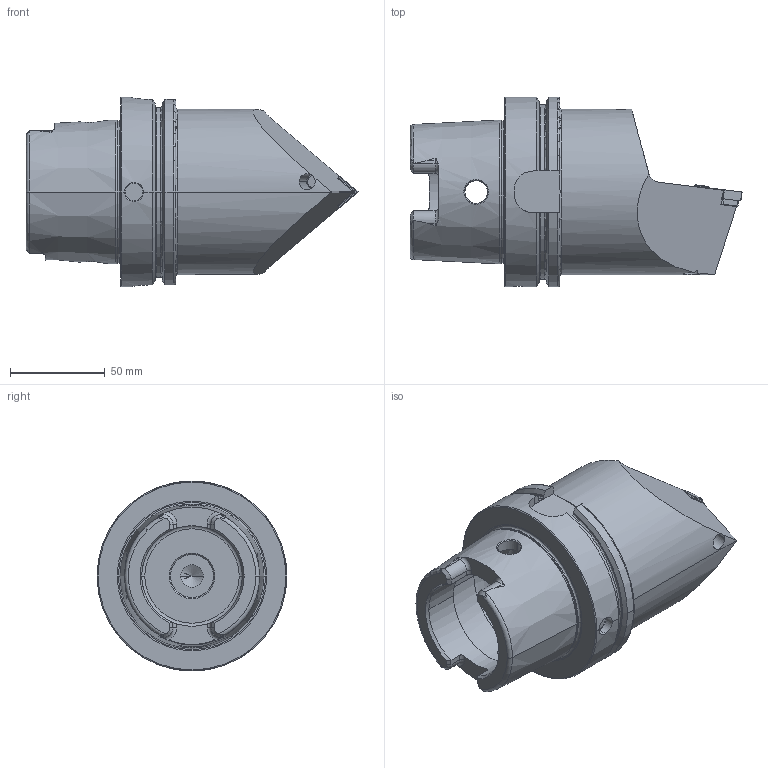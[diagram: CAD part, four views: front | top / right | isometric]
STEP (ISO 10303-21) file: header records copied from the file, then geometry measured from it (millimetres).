
FILE_DESCRIPTION (( 'STEP AP203' ), '1' );
FILE_NAME ('HA0.PCD.NMA.125.STEP', '2013-06-13T12:48:01', ( 'baer' ), ( 'Hewlett-Packard Company' ), 'SwSTEP 2.0', 'SolidWorks 2012', '' );
FILE_SCHEMA (( 'CONFIG_CONTROL_DESIGN' ));
Length unit declared in the file: millimetre
Products named in the file (8): HA0.PCD.NMA.125; WCD-ER1.101.000; WCD-ER3.101.000_A; CNMG120404; WCD-ER2.101.003_A; WCD-ER4.101.017_A; KVT_MB_600_060; HA0-PCD.NMA.125_A
Assembly tree (7 placements, depth 2):
  HA0.PCD.NMA.125
    HA0-PCD.NMA.125_A
    KVT_MB_600_060
    WCD-ER4.101.017_A
    WCD-ER2.101.003_A
    CNMG120404
    WCD-ER3.101.000_A
    WCD-ER1.101.000
Bounding box: 174.9 x 100 x 100 mm (x, y, z)
Volume: 586074.6 mm3; surface area: 72006.5 mm2
Topology: 8 solids, 8 shells, 379 faces, 965 edges, 590 vertices
Faces by surface type: plane 116, cylinder 106, cone 95, torus 44, bspline 16, sphere 2
Entity records: 13816 total; most frequent: CARTESIAN_POINT 4172, ORIENTED_EDGE 1900, DIRECTION 1814, EDGE_CURVE 950, AXIS2_PLACEMENT_3D 705, VERTEX_POINT 587, LINE 404, VECTOR 404
